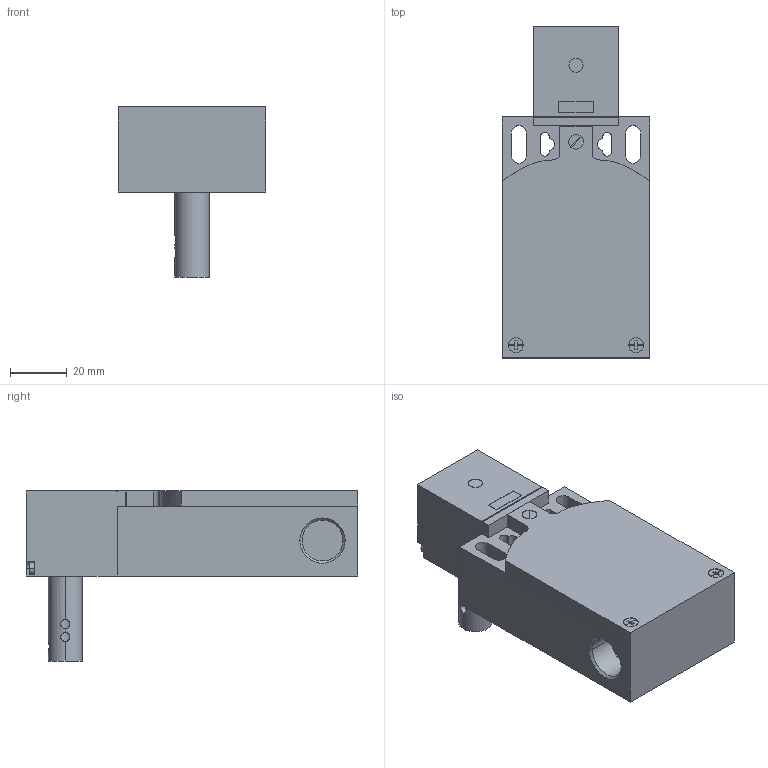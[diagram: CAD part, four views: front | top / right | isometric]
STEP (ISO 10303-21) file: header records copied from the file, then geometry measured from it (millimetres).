
FILE_DESCRIPTION(('STEP AP242'),'1');
FILE_NAME('switch_xcstr551.stp','2021-03-11T09:06:32',('TraceParts'),('TraceParts S.A.'),'Spatial InterOp 3D',' ',' ');
FILE_SCHEMA(('AP242_MANAGED_MODEL_BASED_3D_ENGINEERING_MIM_LF {1 0 10303 442 1 1 4}'));
Length unit declared in the file: millimetre
Products named in the file (1): switch_xcstr551
Bounding box: 52 x 117.1 x 60 mm (x, y, z)
Volume: 152057 mm3; surface area: 26154.4 mm2
Topology: 1 solids, 1 shells, 147 faces, 408 edges, 269 vertices
Faces by surface type: plane 85, cylinder 54, cone 8
Entity records: 5067 total; most frequent: CARTESIAN_POINT 1209, ORIENTED_EDGE 812, DIRECTION 782, EDGE_CURVE 406, LINE 282, VECTOR 282, VERTEX_POINT 269, AXIS2_PLACEMENT_3D 250
